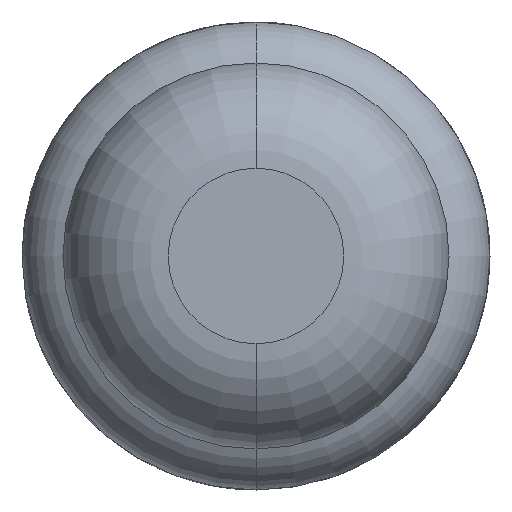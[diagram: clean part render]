
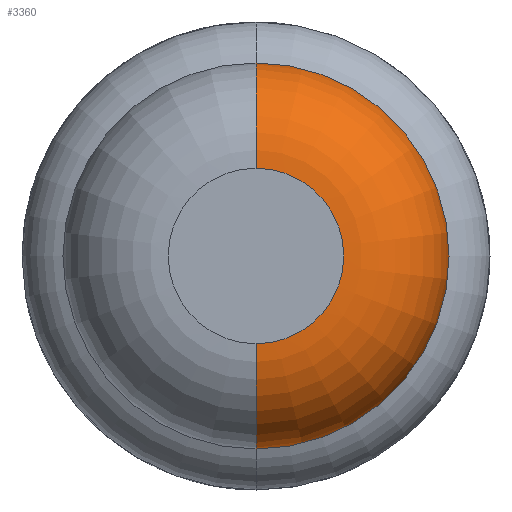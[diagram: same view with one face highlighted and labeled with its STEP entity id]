
A CAD part, front view. The second image highlights one B-rep face of the part: STEP entity #3360.
In plain terms, the highlighted toroidal (fillet/blend) face has major radius 0.375 mm and minor radius 0.45 mm.
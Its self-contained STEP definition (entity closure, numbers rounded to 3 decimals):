
#119 = DIRECTION ( 'NONE',  ( -1., 0., 0. ) ) ;
#189 = ORIENTED_EDGE ( 'NONE', *, *, #2255, .T. ) ;
#249 = EDGE_CURVE ( 'NONE', #1706, #2744, #3066, .T. ) ;
#418 = EDGE_LOOP ( 'NONE', ( #189, #3842, #901, #4407 ) ) ;
#567 = VERTEX_POINT ( 'NONE', #4933 ) ;
#628 = DIRECTION ( 'NONE',  ( 0., 0., 1. ) ) ;
#770 = DIRECTION ( 'NONE',  ( 1., 0., 0. ) ) ;
#901 = ORIENTED_EDGE ( 'NONE', *, *, #5017, .F. ) ;
#954 = CIRCLE ( 'NONE', #3766, 0.825 ) ;
#957 = CARTESIAN_POINT ( 'NONE',  ( 0., -28.55, 0.375 ) ) ;
#1167 = CIRCLE ( 'NONE', #3913, 0.375 ) ;
#1342 = CARTESIAN_POINT ( 'NONE',  ( 0., -29., 0.375 ) ) ;
#1354 = DIRECTION ( 'NONE',  ( 0., 0., 1. ) ) ;
#1372 = CARTESIAN_POINT ( 'NONE',  ( 0., -29., 0. ) ) ;
#1706 = VERTEX_POINT ( 'NONE', #1342 ) ;
#1759 = DIRECTION ( 'NONE',  ( 0., 0., 1. ) ) ;
#1905 = AXIS2_PLACEMENT_3D ( 'NONE', #957, #119, #1354 ) ;
#2255 = EDGE_CURVE ( 'Defeature ausgef�hrt1_7+Defeature ausgef�hrt1_6+Defeature ausgef�hrt1_6+Defeature ausgef�hrt1_6', #1706, #567, #1167, .T. ) ;
#2450 = FACE_OUTER_BOUND ( 'NONE', #418, .T. ) ;
#2511 = DIRECTION ( 'NONE',  ( 0., 0., 1. ) ) ;
#2637 = DIRECTION ( 'NONE',  ( 0., 1., 0. ) ) ;
#2744 = VERTEX_POINT ( 'NONE', #4364 ) ;
#3066 = CIRCLE ( 'NONE', #1905, 0.45 ) ;
#3071 = DIRECTION ( 'NONE',  ( 0., 0., -1. ) ) ;
#3137 = CARTESIAN_POINT ( 'NONE',  ( 0., -28.55, -0.375 ) ) ;
#3205 = AXIS2_PLACEMENT_3D ( 'NONE', #3137, #770, #3071 ) ;
#3292 = TOROIDAL_SURFACE ( 'NONE', #3803, 0.375, 0.45 ) ;
#3360 = ADVANCED_FACE ( 'Defeature ausgef�hrt1_7', ( #2450 ), #3292, .T. ) ;
#3682 = DIRECTION ( 'NONE',  ( 0., 1., 0. ) ) ;
#3766 = AXIS2_PLACEMENT_3D ( 'NONE', #4215, #2637, #628 ) ;
#3786 = VERTEX_POINT ( 'NONE', #4704 ) ;
#3803 = AXIS2_PLACEMENT_3D ( 'NONE', #4455, #4857, #2511 ) ;
#3842 = ORIENTED_EDGE ( 'NONE', *, *, #3996, .T. ) ;
#3913 = AXIS2_PLACEMENT_3D ( 'NONE', #1372, #3682, #1759 ) ;
#3996 = EDGE_CURVE ( 'NONE', #567, #3786, #4163, .T. ) ;
#4163 = CIRCLE ( 'NONE', #3205, 0.45 ) ;
#4215 = CARTESIAN_POINT ( 'NONE',  ( 0., -28.55, 0. ) ) ;
#4364 = CARTESIAN_POINT ( 'NONE',  ( 0., -28.55, 0.825 ) ) ;
#4407 = ORIENTED_EDGE ( 'NONE', *, *, #249, .F. ) ;
#4455 = CARTESIAN_POINT ( 'NONE',  ( 0., -28.55, 0. ) ) ;
#4704 = CARTESIAN_POINT ( 'NONE',  ( 0., -28.55, -0.825 ) ) ;
#4857 = DIRECTION ( 'NONE',  ( 0., 1., 0. ) ) ;
#4933 = CARTESIAN_POINT ( 'NONE',  ( 0., -29., -0.375 ) ) ;
#5017 = EDGE_CURVE ( 'Defeature ausgef�hrt1_8+Defeature ausgef�hrt1_7+Defeature ausgef�hrt1_7+Defeature ausgef�hrt1_7', #2744, #3786, #954, .T. ) ;
